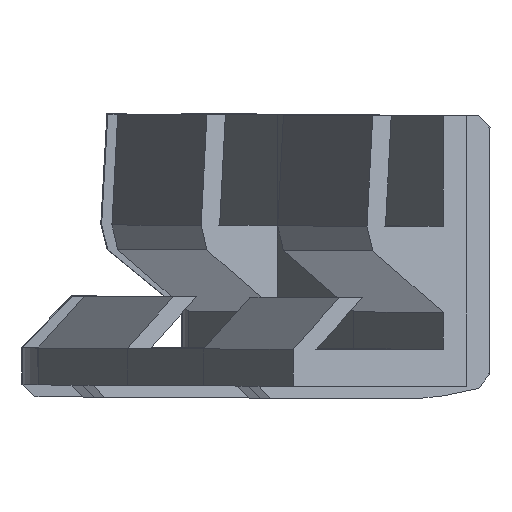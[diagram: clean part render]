
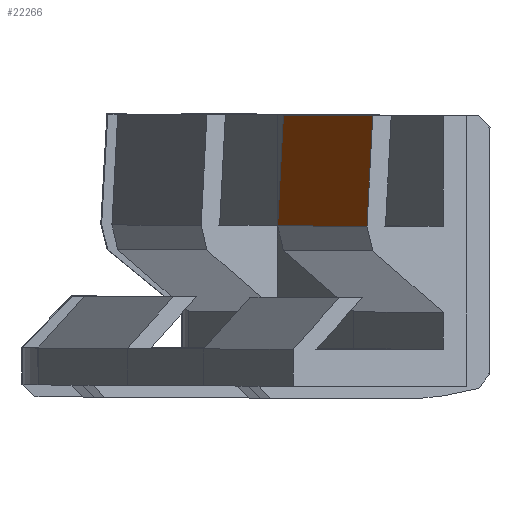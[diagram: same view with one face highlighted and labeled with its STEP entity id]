
A CAD part, left-side view. The second image highlights one B-rep face of the part: STEP entity #22266.
In plain terms, the highlighted face is planar.
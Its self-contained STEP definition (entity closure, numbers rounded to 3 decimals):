
#20371 = PLANE('',#20372);
#20372 = AXIS2_PLACEMENT_3D('',#20373,#20374,#20375);
#20373 = CARTESIAN_POINT('',(-10.5,5.766,9.503));
#20374 = DIRECTION('',(-1.,0.,0.));
#20375 = DIRECTION('',(0.,0.,1.));
#20805 = PLANE('',#20806);
#20806 = AXIS2_PLACEMENT_3D('',#20807,#20808,#20809);
#20807 = CARTESIAN_POINT('',(10.5,5.766,9.503));
#20808 = DIRECTION('',(-1.,0.,0.));
#20809 = DIRECTION('',(0.,0.,1.));
#21065 = VERTEX_POINT('',#21066);
#21066 = CARTESIAN_POINT('',(-10.5,8.1,22.));
#21080 = PLANE('',#21081);
#21081 = AXIS2_PLACEMENT_3D('',#21082,#21083,#21084);
#21082 = CARTESIAN_POINT('',(0.,6.5,22.));
#21083 = DIRECTION('',(0.,0.,-1.));
#21084 = DIRECTION('',(0.,1.,0.));
#21092 = EDGE_CURVE('',#21065,#21093,#21095,.T.);
#21093 = VERTEX_POINT('',#21094);
#21094 = CARTESIAN_POINT('',(-10.5,8.6,13.));
#21095 = SURFACE_CURVE('',#21096,(#21100,#21107),.PCURVE_S1.);
#21096 = LINE('',#21097,#21098);
#21097 = CARTESIAN_POINT('',(-10.5,8.1,22.));
#21098 = VECTOR('',#21099,1.);
#21099 = DIRECTION('',(0.,0.055,-0.998));
#21100 = PCURVE('',#20371,#21101);
#21101 = DEFINITIONAL_REPRESENTATION('',(#21102),#21106);
#21102 = LINE('',#21103,#21104);
#21103 = CARTESIAN_POINT('',(12.497,2.334));
#21104 = VECTOR('',#21105,1.);
#21105 = DIRECTION('',(-0.998,0.055));
#21106 = ( GEOMETRIC_REPRESENTATION_CONTEXT(2) 
PARAMETRIC_REPRESENTATION_CONTEXT() REPRESENTATION_CONTEXT('2D SPACE',''
  ) );
#21107 = PCURVE('',#21108,#21113);
#21108 = PLANE('',#21109);
#21109 = AXIS2_PLACEMENT_3D('',#21110,#21111,#21112);
#21110 = CARTESIAN_POINT('',(0.,8.1,22.));
#21111 = DIRECTION('',(-0.,-0.998,-0.055));
#21112 = DIRECTION('',(0.,0.055,-0.998));
#21113 = DEFINITIONAL_REPRESENTATION('',(#21114),#21118);
#21114 = LINE('',#21115,#21116);
#21115 = CARTESIAN_POINT('',(0.,-10.5));
#21116 = VECTOR('',#21117,1.);
#21117 = DIRECTION('',(1.,0.));
#21118 = ( GEOMETRIC_REPRESENTATION_CONTEXT(2) 
PARAMETRIC_REPRESENTATION_CONTEXT() REPRESENTATION_CONTEXT('2D SPACE',''
  ) );
#21136 = PLANE('',#21137);
#21137 = AXIS2_PLACEMENT_3D('',#21138,#21139,#21140);
#21138 = CARTESIAN_POINT('',(0.,8.6,13.));
#21139 = DIRECTION('',(0.,-0.97,0.243));
#21140 = DIRECTION('',(-0.,-0.243,-0.97));
#21911 = VERTEX_POINT('',#21912);
#21912 = CARTESIAN_POINT('',(10.5,8.1,22.));
#21933 = EDGE_CURVE('',#21911,#21934,#21936,.T.);
#21934 = VERTEX_POINT('',#21935);
#21935 = CARTESIAN_POINT('',(10.5,8.6,13.));
#21936 = SURFACE_CURVE('',#21937,(#21941,#21948),.PCURVE_S1.);
#21937 = LINE('',#21938,#21939);
#21938 = CARTESIAN_POINT('',(10.5,8.1,22.));
#21939 = VECTOR('',#21940,1.);
#21940 = DIRECTION('',(0.,0.055,-0.998));
#21941 = PCURVE('',#20805,#21942);
#21942 = DEFINITIONAL_REPRESENTATION('',(#21943),#21947);
#21943 = LINE('',#21944,#21945);
#21944 = CARTESIAN_POINT('',(12.497,2.334));
#21945 = VECTOR('',#21946,1.);
#21946 = DIRECTION('',(-0.998,0.055));
#21947 = ( GEOMETRIC_REPRESENTATION_CONTEXT(2) 
PARAMETRIC_REPRESENTATION_CONTEXT() REPRESENTATION_CONTEXT('2D SPACE',''
  ) );
#21948 = PCURVE('',#21108,#21949);
#21949 = DEFINITIONAL_REPRESENTATION('',(#21950),#21954);
#21950 = LINE('',#21951,#21952);
#21951 = CARTESIAN_POINT('',(0.,10.5));
#21952 = VECTOR('',#21953,1.);
#21953 = DIRECTION('',(1.,0.));
#21954 = ( GEOMETRIC_REPRESENTATION_CONTEXT(2) 
PARAMETRIC_REPRESENTATION_CONTEXT() REPRESENTATION_CONTEXT('2D SPACE',''
  ) );
#22244 = EDGE_CURVE('',#21911,#21065,#22245,.T.);
#22245 = SURFACE_CURVE('',#22246,(#22250,#22257),.PCURVE_S1.);
#22246 = LINE('',#22247,#22248);
#22247 = CARTESIAN_POINT('',(10.5,8.1,22.));
#22248 = VECTOR('',#22249,1.);
#22249 = DIRECTION('',(-1.,0.,0.));
#22250 = PCURVE('',#21080,#22251);
#22251 = DEFINITIONAL_REPRESENTATION('',(#22252),#22256);
#22252 = LINE('',#22253,#22254);
#22253 = CARTESIAN_POINT('',(1.6,10.5));
#22254 = VECTOR('',#22255,1.);
#22255 = DIRECTION('',(0.,-1.));
#22256 = ( GEOMETRIC_REPRESENTATION_CONTEXT(2) 
PARAMETRIC_REPRESENTATION_CONTEXT() REPRESENTATION_CONTEXT('2D SPACE',''
  ) );
#22257 = PCURVE('',#21108,#22258);
#22258 = DEFINITIONAL_REPRESENTATION('',(#22259),#22263);
#22259 = LINE('',#22260,#22261);
#22260 = CARTESIAN_POINT('',(0.,10.5));
#22261 = VECTOR('',#22262,1.);
#22262 = DIRECTION('',(0.,-1.));
#22263 = ( GEOMETRIC_REPRESENTATION_CONTEXT(2) 
PARAMETRIC_REPRESENTATION_CONTEXT() REPRESENTATION_CONTEXT('2D SPACE',''
  ) );
#22266 = ADVANCED_FACE('',(#22267),#21108,.F.);
#22267 = FACE_BOUND('',#22268,.F.);
#22268 = EDGE_LOOP('',(#22269,#22270,#22291,#22292));
#22269 = ORIENTED_EDGE('',*,*,#21092,.T.);
#22270 = ORIENTED_EDGE('',*,*,#22271,.F.);
#22271 = EDGE_CURVE('',#21934,#21093,#22272,.T.);
#22272 = SURFACE_CURVE('',#22273,(#22277,#22284),.PCURVE_S1.);
#22273 = LINE('',#22274,#22275);
#22274 = CARTESIAN_POINT('',(10.5,8.6,13.));
#22275 = VECTOR('',#22276,1.);
#22276 = DIRECTION('',(-1.,0.,0.));
#22277 = PCURVE('',#21108,#22278);
#22278 = DEFINITIONAL_REPRESENTATION('',(#22279),#22283);
#22279 = LINE('',#22280,#22281);
#22280 = CARTESIAN_POINT('',(9.014,10.5));
#22281 = VECTOR('',#22282,1.);
#22282 = DIRECTION('',(0.,-1.));
#22283 = ( GEOMETRIC_REPRESENTATION_CONTEXT(2) 
PARAMETRIC_REPRESENTATION_CONTEXT() REPRESENTATION_CONTEXT('2D SPACE',''
  ) );
#22284 = PCURVE('',#21136,#22285);
#22285 = DEFINITIONAL_REPRESENTATION('',(#22286),#22290);
#22286 = LINE('',#22287,#22288);
#22287 = CARTESIAN_POINT('',(-0.,10.5));
#22288 = VECTOR('',#22289,1.);
#22289 = DIRECTION('',(0.,-1.));
#22290 = ( GEOMETRIC_REPRESENTATION_CONTEXT(2) 
PARAMETRIC_REPRESENTATION_CONTEXT() REPRESENTATION_CONTEXT('2D SPACE',''
  ) );
#22291 = ORIENTED_EDGE('',*,*,#21933,.F.);
#22292 = ORIENTED_EDGE('',*,*,#22244,.T.);
